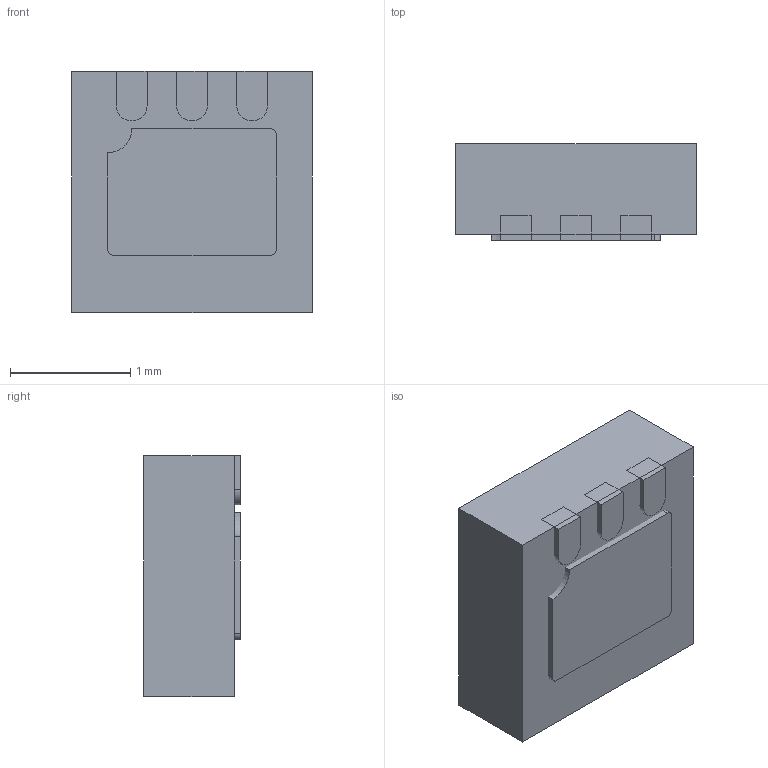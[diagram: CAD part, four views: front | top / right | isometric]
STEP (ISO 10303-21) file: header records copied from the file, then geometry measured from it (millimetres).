
FILE_DESCRIPTION (( 'STEP AP214' ), '1' );
FILE_NAME ('DFN-3.STEP', '2012-07-13T12:03:10', ( 'Master' ), ( '' ), 'SwSTEP 2.0', 'SolidWorks 2010', '' );
FILE_SCHEMA (( 'AUTOMOTIVE_DESIGN' ));
Length unit declared in the file: millimetre
Products named in the file (4): User Library-DFN-3_dfn_2x2_body; User Library-DFN-3_dfn_foot; User Library-DFN-3_dfn_center_pad; DFN-3
Assembly tree (6 placements, depth 2):
  DFN-3
    User Library-DFN-3_dfn_foot  x4
    User Library-DFN-3_dfn_center_pad
    User Library-DFN-3_dfn_2x2_body
Bounding box: 2 x 0.8 x 2 mm (x, y, z)
Surface area: 19.6 mm2
Topology: 6 solids, 6 shells, 53 faces, 120 edges, 80 vertices
Faces by surface type: plane 41, cylinder 12
Entity records: 1111 total; most frequent: DIRECTION 154, CARTESIAN_POINT 148, ORIENTED_EDGE 132, EDGE_CURVE 66, LINE 54, VECTOR 54, AXIS2_PLACEMENT_3D 50, VERTEX_POINT 44
